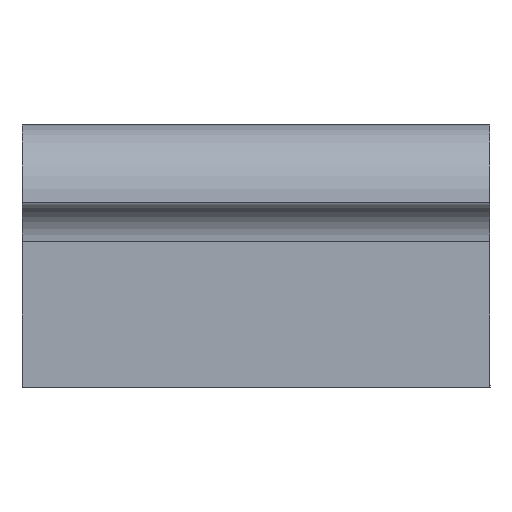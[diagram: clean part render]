
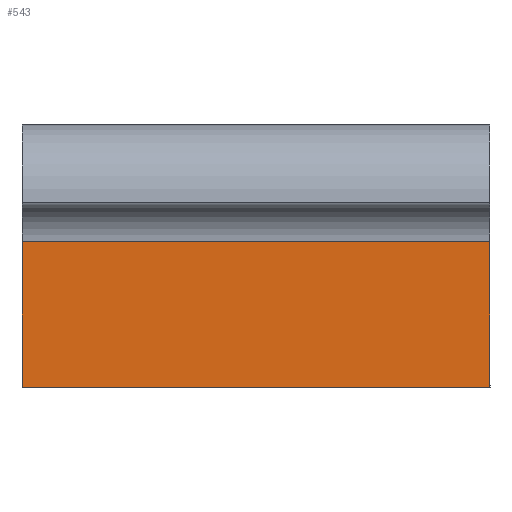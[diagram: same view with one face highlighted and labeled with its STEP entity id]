
A CAD part, front view. The second image highlights one B-rep face of the part: STEP entity #543.
In plain terms, the highlighted planar face has unit normal (0, -1, 0).
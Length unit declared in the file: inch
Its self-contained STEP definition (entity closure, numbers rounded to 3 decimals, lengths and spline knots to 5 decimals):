
#485=CARTESIAN_POINT('',(-0.12,0.75,-0.125));
#486=VERTEX_POINT('',#485);
#494=CARTESIAN_POINT('',(1.38,0.75,-0.125));
#495=VERTEX_POINT('',#494);
#496=CARTESIAN_POINT('',(1.38,0.75,-0.125));
#497=DIRECTION('',(-1.0,0.0,0.0));
#498=VECTOR('',#497,1.5);
#499=LINE('',#496,#498);
#500=EDGE_CURVE('',#495,#486,#499,.T.);
#513=CARTESIAN_POINT('',(1.38,0.75,-0.125));
#514=DIRECTION('',(0.0,-1.0,0.0));
#515=DIRECTION('',(0.0,0.0,1.0));
#516=AXIS2_PLACEMENT_3D('',#513,#514,#515);
#517=PLANE('',#516);
#518=CARTESIAN_POINT('',(-0.12,0.75,-0.59));
#519=VERTEX_POINT('',#518);
#520=CARTESIAN_POINT('',(-0.12,0.75,-0.125));
#521=DIRECTION('',(0.0,0.0,-1.0));
#522=VECTOR('',#521,0.465);
#523=LINE('',#520,#522);
#524=EDGE_CURVE('',#486,#519,#523,.T.);
#525=ORIENTED_EDGE('',*,*,#524,.T.);
#526=CARTESIAN_POINT('',(1.38,0.75,-0.59));
#527=VERTEX_POINT('',#526);
#528=CARTESIAN_POINT('',(1.38,0.75,-0.59));
#529=DIRECTION('',(-1.0,0.0,0.0));
#530=VECTOR('',#529,1.5);
#531=LINE('',#528,#530);
#532=EDGE_CURVE('',#527,#519,#531,.T.);
#533=ORIENTED_EDGE('',*,*,#532,.F.);
#534=CARTESIAN_POINT('',(1.38,0.75,-0.59));
#535=DIRECTION('',(0.0,0.0,1.0));
#536=VECTOR('',#535,0.465);
#537=LINE('',#534,#536);
#538=EDGE_CURVE('',#527,#495,#537,.T.);
#539=ORIENTED_EDGE('',*,*,#538,.T.);
#540=ORIENTED_EDGE('',*,*,#500,.T.);
#541=EDGE_LOOP('',(#525,#533,#539,#540));
#542=FACE_OUTER_BOUND('',#541,.T.);
#543=ADVANCED_FACE('',(#542),#517,.T.);
